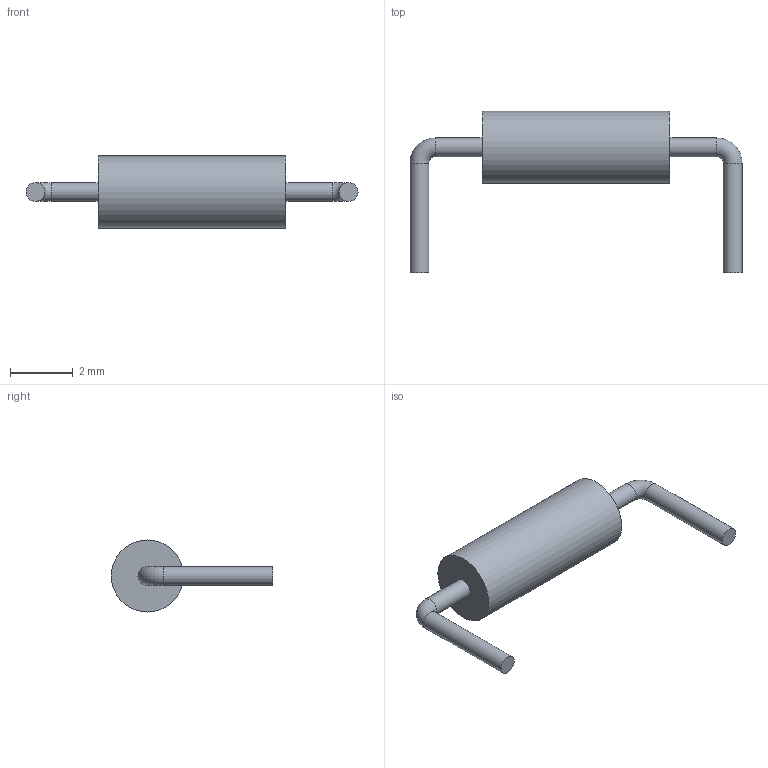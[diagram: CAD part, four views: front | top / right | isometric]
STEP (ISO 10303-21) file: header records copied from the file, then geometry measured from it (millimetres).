
FILE_DESCRIPTION(('STEP AP203'), '1');
FILE_NAME('Resistor025W', '', ('UNSPECIFIED'), ('UNSPECIFIED'), 'C3D Converter', 'C3D Toolkit', '');
FILE_SCHEMA(('CONFIG_CONTROL_DESIGN'));
Length unit declared in the file: millimetre
Bounding box: 10.6 x 5.15 x 2.3 mm (x, y, z)
Volume: 28.2 mm3; surface area: 73.5 mm2
Topology: 1 solids, 1 shells, 11 faces, 26 edges, 28 vertices
Faces by surface type: cylinder 5, plane 4, torus 2
Full cylindrical faces by diameter (mm): 0.6 x4, 2.3 x1
Entity records: 421 total; most frequent: CARTESIAN_POINT 50, DIRECTION 48, AXIS2_PLACEMENT_3D 24, COLOUR_RGB 21, PRESENTATION_STYLE_ASSIGNMENT 21, STYLED_ITEM 21, EDGE_LOOP 20, ORIENTED_EDGE 20
